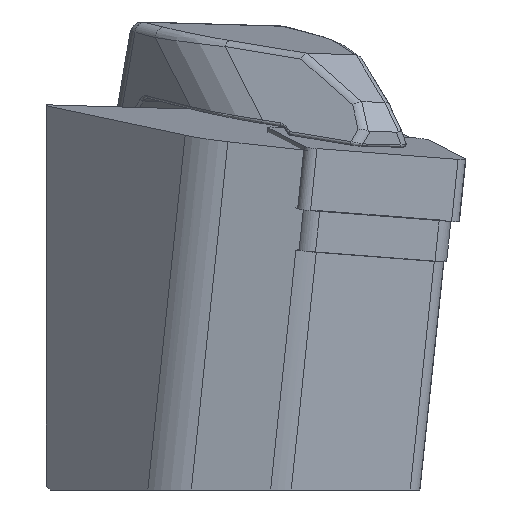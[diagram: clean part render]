
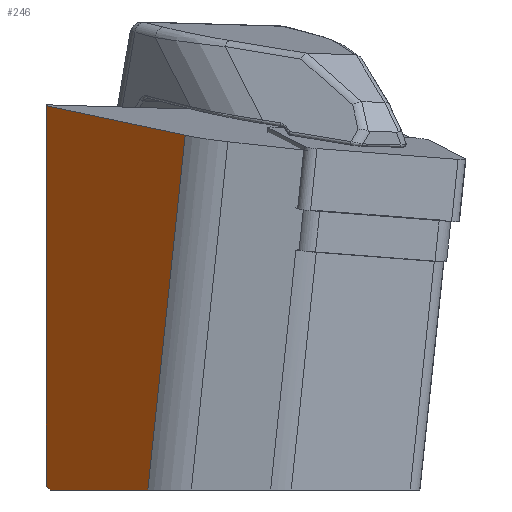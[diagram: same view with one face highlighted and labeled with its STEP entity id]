
A CAD part, left-side view. The second image highlights one B-rep face of the part: STEP entity #246.
In plain terms, the highlighted planar face has unit normal (-0.704, 0.71, 0).
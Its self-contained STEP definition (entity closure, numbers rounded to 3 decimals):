
#246=ADVANCED_FACE('',(#454),#381,.F.);
#381=PLANE('',#2507);
#454=FACE_OUTER_BOUND('',#591,.T.);
#591=EDGE_LOOP('',(#986,#987,#988,#989,#990));
#986=ORIENTED_EDGE('',*,*,#1806,.F.);
#987=ORIENTED_EDGE('',*,*,#1818,.F.);
#988=ORIENTED_EDGE('',*,*,#1739,.F.);
#989=ORIENTED_EDGE('',*,*,#1763,.F.);
#990=ORIENTED_EDGE('',*,*,#1795,.F.);
#1513=VERTEX_POINT('',#3591);
#1514=VERTEX_POINT('',#3593);
#1535=VERTEX_POINT('',#3640);
#1553=VERTEX_POINT('',#3700);
#1561=VERTEX_POINT('',#3723);
#1739=EDGE_CURVE('',#1513,#1514,#2068,.T.);
#1763=EDGE_CURVE('',#1535,#1513,#2089,.T.);
#1795=EDGE_CURVE('',#1553,#1535,#2117,.T.);
#1806=EDGE_CURVE('',#1561,#1553,#2125,.T.);
#1818=EDGE_CURVE('',#1514,#1561,#2136,.T.);
#2068=LINE('',#3592,#2269);
#2089=LINE('',#3641,#2290);
#2117=LINE('',#3702,#2318);
#2125=LINE('',#3724,#2326);
#2136=LINE('',#3746,#2337);
#2269=VECTOR('',#2794,1.);
#2290=VECTOR('',#2827,1.);
#2318=VECTOR('',#2883,1.);
#2326=VECTOR('',#2905,1.);
#2337=VECTOR('',#2938,1.);
#2507=AXIS2_PLACEMENT_3D('',#3748,#2941,#2942);
#2794=DIRECTION('',(-0.703,-0.696,-0.147));
#2827=DIRECTION('',(0.,0.,1.));
#2883=DIRECTION('',(0.581,0.575,0.575));
#2905=DIRECTION('',(0.71,0.704,0.));
#2938=DIRECTION('',(0.105,0.104,-0.989));
#2941=DIRECTION('',(0.704,-0.71,0.));
#2942=DIRECTION('',(0.71,0.704,0.));
#3591=CARTESIAN_POINT('',(12.92,0.,4.124));
#3592=CARTESIAN_POINT('',(2.277,-10.542,1.891));
#3593=CARTESIAN_POINT('',(2.277,-10.542,1.891));
#3640=CARTESIAN_POINT('',(12.908,0.,-24.7));
#3641=CARTESIAN_POINT('',(12.902,0.,-37.378));
#3700=CARTESIAN_POINT('',(12.605,-0.3,-25.));
#3702=CARTESIAN_POINT('',(4.335,-8.489,-33.189));
#3723=CARTESIAN_POINT('',(5.119,-7.715,-25.));
#3724=CARTESIAN_POINT('',(6.429,-6.417,-25.));
#3746=CARTESIAN_POINT('',(6.426,-6.415,-37.375));
#3748=CARTESIAN_POINT('',(6.426,-6.415,-37.375));
